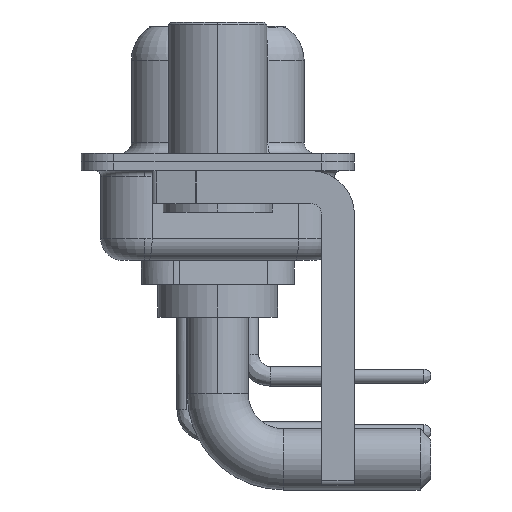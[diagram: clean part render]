
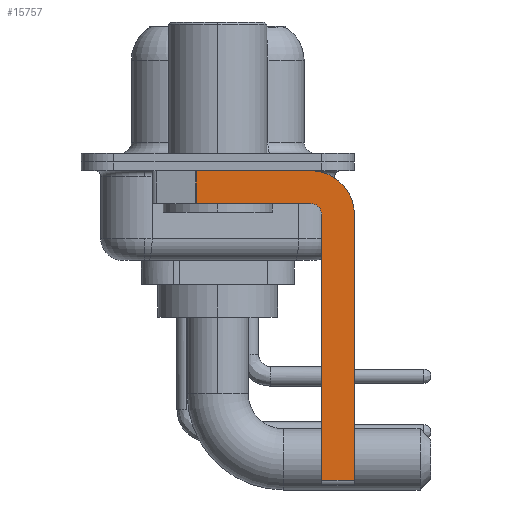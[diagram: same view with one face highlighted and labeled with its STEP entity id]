
A CAD part, left-side view. The second image highlights one B-rep face of the part: STEP entity #15757.
In plain terms, the highlighted planar face has unit normal (-1, 0, 0).
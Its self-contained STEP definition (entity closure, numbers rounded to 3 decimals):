
#344 = CARTESIAN_POINT ( 'NONE',  ( -2.9, -6.25, -2.4 ) ) ;
#634 = VERTEX_POINT ( 'NONE', #13692 ) ;
#1474 = ORIENTED_EDGE ( 'NONE', *, *, #16749, .F. ) ;
#1628 = CARTESIAN_POINT ( 'NONE',  ( -2.9, -4.75, -14.8 ) ) ;
#1748 = ORIENTED_EDGE ( 'NONE', *, *, #17346, .F. ) ;
#2002 = LINE ( 'NONE', #9199, #19686 ) ;
#2040 = CARTESIAN_POINT ( 'NONE',  ( -2.9, -4.25, -2.4 ) ) ;
#2123 = DIRECTION ( 'NONE',  ( 0., 0., -1. ) ) ;
#2125 = LINE ( 'NONE', #14401, #16204 ) ;
#2222 = EDGE_CURVE ( 'NONE', #5524, #12763, #2125, .T. ) ;
#3269 = CARTESIAN_POINT ( 'NONE',  ( -2.9, -4.25, -1.9 ) ) ;
#4361 = LINE ( 'NONE', #6490, #7763 ) ;
#5291 = LINE ( 'NONE', #1628, #20461 ) ;
#5524 = VERTEX_POINT ( 'NONE', #344 ) ;
#5578 = DIRECTION ( 'NONE',  ( -1., 0., 0. ) ) ;
#5820 = VECTOR ( 'NONE', #12457, 1000. ) ;
#6124 = ORIENTED_EDGE ( 'NONE', *, *, #14813, .T. ) ;
#6490 = CARTESIAN_POINT ( 'NONE',  ( -2.9, 3., -0.4 ) ) ;
#6606 = DIRECTION ( 'NONE',  ( 0., 0., -1. ) ) ;
#6686 = VERTEX_POINT ( 'NONE', #19674 ) ;
#6836 = CARTESIAN_POINT ( 'NONE',  ( -2.9, -4.25, -2.4 ) ) ;
#7032 = LINE ( 'NONE', #14232, #5820 ) ;
#7763 = VECTOR ( 'NONE', #13674, 1000. ) ;
#8361 = CARTESIAN_POINT ( 'NONE',  ( -2.9, -6.25, -14.55 ) ) ;
#8828 = DIRECTION ( 'NONE',  ( 0., 0., 1. ) ) ;
#9199 = CARTESIAN_POINT ( 'NONE',  ( -2.9, 0.978, -1.9 ) ) ;
#9234 = DIRECTION ( 'NONE',  ( 0., 0., 1. ) ) ;
#9913 = ORIENTED_EDGE ( 'NONE', *, *, #14501, .F. ) ;
#10144 = CARTESIAN_POINT ( 'NONE',  ( -2.9, 0.978, -0.4 ) ) ;
#10226 = DIRECTION ( 'NONE',  ( 1., 0., 0. ) ) ;
#10360 = ORIENTED_EDGE ( 'NONE', *, *, #12916, .F. ) ;
#10374 = PLANE ( 'NONE',  #18287 ) ;
#11346 = EDGE_CURVE ( 'NONE', #21014, #15534, #2002, .T. ) ;
#11816 = CARTESIAN_POINT ( 'NONE',  ( -2.9, 0.978, -1.9 ) ) ;
#11867 = AXIS2_PLACEMENT_3D ( 'NONE', #2040, #5578, #9234 ) ;
#12001 = LINE ( 'NONE', #3269, #12744 ) ;
#12217 = ORIENTED_EDGE ( 'NONE', *, *, #15457, .F. ) ;
#12457 = DIRECTION ( 'NONE',  ( 0., -1., 0. ) ) ;
#12744 = VECTOR ( 'NONE', #17661, 1000. ) ;
#12763 = VERTEX_POINT ( 'NONE', #8361 ) ;
#12916 = EDGE_CURVE ( 'NONE', #22003, #6686, #5291, .T. ) ;
#13674 = DIRECTION ( 'NONE',  ( 0., -1., 0. ) ) ;
#13692 = CARTESIAN_POINT ( 'NONE',  ( -2.9, -4.25, -1.9 ) ) ;
#14026 = DIRECTION ( 'NONE',  ( 1., 0., 0. ) ) ;
#14232 = CARTESIAN_POINT ( 'NONE',  ( -2.9, -4.25, -14.55 ) ) ;
#14334 = VERTEX_POINT ( 'NONE', #16483 ) ;
#14401 = CARTESIAN_POINT ( 'NONE',  ( -2.9, -6.25, -2.4 ) ) ;
#14501 = EDGE_CURVE ( 'NONE', #14334, #5524, #21645, .T. ) ;
#14652 = CARTESIAN_POINT ( 'NONE',  ( -2.9, -4.75, -14.55 ) ) ;
#14813 = EDGE_CURVE ( 'NONE', #22003, #12763, #7032, .T. ) ;
#15457 = EDGE_CURVE ( 'NONE', #6686, #634, #19025, .T. ) ;
#15534 = VERTEX_POINT ( 'NONE', #11816 ) ;
#15757 = ADVANCED_FACE ( 'NONE', ( #21470 ), #10374, .F. ) ;
#16204 = VECTOR ( 'NONE', #16277, 1000. ) ;
#16277 = DIRECTION ( 'NONE',  ( 0., 0., -1. ) ) ;
#16483 = CARTESIAN_POINT ( 'NONE',  ( -2.9, -4.25, -0.4 ) ) ;
#16749 = EDGE_CURVE ( 'NONE', #21014, #14334, #4361, .T. ) ;
#17047 = ORIENTED_EDGE ( 'NONE', *, *, #2222, .F. ) ;
#17346 = EDGE_CURVE ( 'NONE', #634, #15534, #12001, .T. ) ;
#17661 = DIRECTION ( 'NONE',  ( 0., 1., 0. ) ) ;
#18287 = AXIS2_PLACEMENT_3D ( 'NONE', #6836, #14026, #6606 ) ;
#19025 = CIRCLE ( 'NONE', #11867, 0.5 ) ;
#19316 = CARTESIAN_POINT ( 'NONE',  ( -2.9, -4.25, -2.4 ) ) ;
#19674 = CARTESIAN_POINT ( 'NONE',  ( -2.9, -4.75, -2.4 ) ) ;
#19686 = VECTOR ( 'NONE', #2123, 1000. ) ;
#20461 = VECTOR ( 'NONE', #8828, 1000. ) ;
#21014 = VERTEX_POINT ( 'NONE', #10144 ) ;
#21102 = EDGE_LOOP ( 'NONE', ( #1474, #21489, #1748, #12217, #10360, #6124, #17047, #9913 ) ) ;
#21470 = FACE_OUTER_BOUND ( 'NONE', #21102, .T. ) ;
#21489 = ORIENTED_EDGE ( 'NONE', *, *, #11346, .T. ) ;
#21645 = CIRCLE ( 'NONE', #22395, 2. ) ;
#22003 = VERTEX_POINT ( 'NONE', #14652 ) ;
#22395 = AXIS2_PLACEMENT_3D ( 'NONE', #19316, #10226, #22880 ) ;
#22880 = DIRECTION ( 'NONE',  ( 0., 0., -1. ) ) ;
